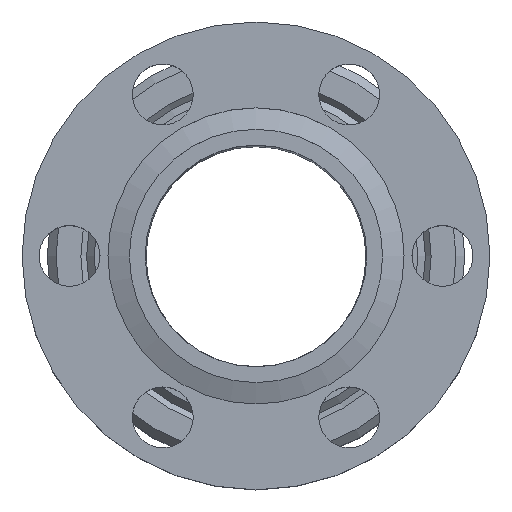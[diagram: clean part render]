
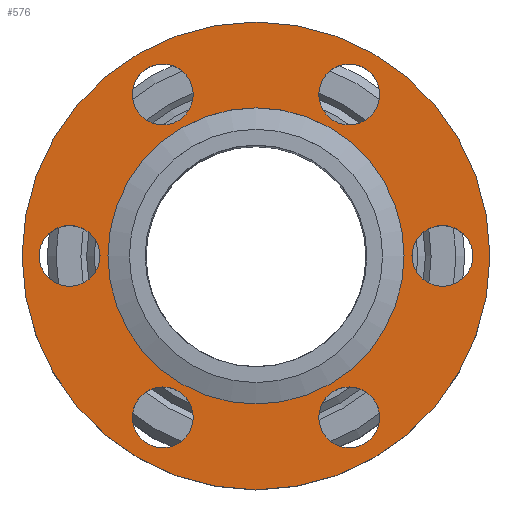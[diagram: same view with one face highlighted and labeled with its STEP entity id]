
A CAD part, top view. The second image highlights one B-rep face of the part: STEP entity #576.
In plain terms, the highlighted planar face has unit normal (0, 0, 1).
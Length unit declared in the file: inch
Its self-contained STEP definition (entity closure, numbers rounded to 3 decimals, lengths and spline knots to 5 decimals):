
#70=FACE_BOUND('',#187,.T.);
#71=FACE_BOUND('',#188,.T.);
#72=FACE_BOUND('',#189,.T.);
#73=FACE_BOUND('',#190,.T.);
#74=FACE_BOUND('',#191,.T.);
#75=FACE_BOUND('',#192,.T.);
#76=FACE_BOUND('',#193,.T.);
#120=FACE_OUTER_BOUND('',#186,.T.);
#186=EDGE_LOOP('',(#439));
#187=EDGE_LOOP('',(#440));
#188=EDGE_LOOP('',(#441));
#189=EDGE_LOOP('',(#442));
#190=EDGE_LOOP('',(#443));
#191=EDGE_LOOP('',(#444));
#192=EDGE_LOOP('',(#445));
#193=EDGE_LOOP('',(#446));
#256=CIRCLE('',#642,0.421);
#258=CIRCLE('',#645,0.0865);
#260=CIRCLE('',#648,0.0865);
#262=CIRCLE('',#651,0.0865);
#264=CIRCLE('',#654,0.0865);
#266=CIRCLE('',#657,0.0865);
#268=CIRCLE('',#660,0.0865);
#270=CIRCLE('',#665,0.665);
#307=VERTEX_POINT('',#938);
#309=VERTEX_POINT('',#943);
#311=VERTEX_POINT('',#948);
#313=VERTEX_POINT('',#953);
#315=VERTEX_POINT('',#958);
#317=VERTEX_POINT('',#963);
#319=VERTEX_POINT('',#968);
#321=VERTEX_POINT('',#975);
#358=EDGE_CURVE('',#307,#307,#256,.T.);
#360=EDGE_CURVE('',#309,#309,#258,.T.);
#362=EDGE_CURVE('',#311,#311,#260,.T.);
#364=EDGE_CURVE('',#313,#313,#262,.T.);
#366=EDGE_CURVE('',#315,#315,#264,.T.);
#368=EDGE_CURVE('',#317,#317,#266,.T.);
#370=EDGE_CURVE('',#319,#319,#268,.T.);
#372=EDGE_CURVE('',#321,#321,#270,.T.);
#439=ORIENTED_EDGE('',*,*,#372,.F.);
#440=ORIENTED_EDGE('',*,*,#358,.T.);
#441=ORIENTED_EDGE('',*,*,#360,.T.);
#442=ORIENTED_EDGE('',*,*,#362,.T.);
#443=ORIENTED_EDGE('',*,*,#364,.T.);
#444=ORIENTED_EDGE('',*,*,#366,.T.);
#445=ORIENTED_EDGE('',*,*,#368,.T.);
#446=ORIENTED_EDGE('',*,*,#370,.T.);
#507=PLANE('',#668);
#576=ADVANCED_FACE('',(#120,#70,#71,#72,#73,#74,#75,#76),#507,.T.);
#642=AXIS2_PLACEMENT_3D('',#939,#753,#754);
#645=AXIS2_PLACEMENT_3D('',#944,#759,#760);
#648=AXIS2_PLACEMENT_3D('',#949,#765,#766);
#651=AXIS2_PLACEMENT_3D('',#954,#771,#772);
#654=AXIS2_PLACEMENT_3D('',#959,#777,#778);
#657=AXIS2_PLACEMENT_3D('',#964,#783,#784);
#660=AXIS2_PLACEMENT_3D('',#969,#789,#790);
#665=AXIS2_PLACEMENT_3D('',#976,#799,#800);
#668=AXIS2_PLACEMENT_3D('',#980,#805,#806);
#753=DIRECTION('center_axis',(0.,0.,-1.));
#754=DIRECTION('ref_axis',(-0.5,0.866,0.));
#759=DIRECTION('center_axis',(0.,0.,-1.));
#760=DIRECTION('ref_axis',(-0.866,0.5,0.));
#765=DIRECTION('center_axis',(0.,0.,-1.));
#766=DIRECTION('ref_axis',(-0.866,-0.5,0.));
#771=DIRECTION('center_axis',(0.,0.,-1.));
#772=DIRECTION('ref_axis',(0.,-1.,0.));
#777=DIRECTION('center_axis',(0.,0.,-1.));
#778=DIRECTION('ref_axis',(0.866,-0.5,0.));
#783=DIRECTION('center_axis',(0.,0.,-1.));
#784=DIRECTION('ref_axis',(0.,1.,0.));
#789=DIRECTION('center_axis',(0.,0.,-1.));
#790=DIRECTION('ref_axis',(0.866,0.5,0.));
#799=DIRECTION('center_axis',(0.,0.,-1.));
#800=DIRECTION('ref_axis',(-0.866,-0.5,0.));
#805=DIRECTION('center_axis',(0.,0.,1.));
#806=DIRECTION('ref_axis',(-0.866,-0.5,0.));
#938=CARTESIAN_POINT('',(-0.2105,0.3646,0.471));
#939=CARTESIAN_POINT('Origin',(0.,0.,0.471));
#943=CARTESIAN_POINT('',(-0.19009,-0.50224,0.471));
#944=CARTESIAN_POINT('Origin',(-0.265,-0.45899,0.471));
#948=CARTESIAN_POINT('',(0.33991,-0.41574,0.471));
#949=CARTESIAN_POINT('Origin',(0.265,-0.45899,0.471));
#953=CARTESIAN_POINT('',(0.53,0.0865,0.471));
#954=CARTESIAN_POINT('Origin',(0.53,0.,0.471));
#958=CARTESIAN_POINT('',(0.19009,0.50224,0.471));
#959=CARTESIAN_POINT('Origin',(0.265,0.45899,0.471));
#963=CARTESIAN_POINT('',(-0.53,-0.0865,0.471));
#964=CARTESIAN_POINT('Origin',(-0.53,0.,0.471));
#968=CARTESIAN_POINT('',(-0.33991,0.41574,0.471));
#969=CARTESIAN_POINT('Origin',(-0.265,0.45899,0.471));
#975=CARTESIAN_POINT('',(0.57591,0.3325,0.471));
#976=CARTESIAN_POINT('Origin',(0.,0.,0.471));
#980=CARTESIAN_POINT('Origin',(0.,0.,0.471));
